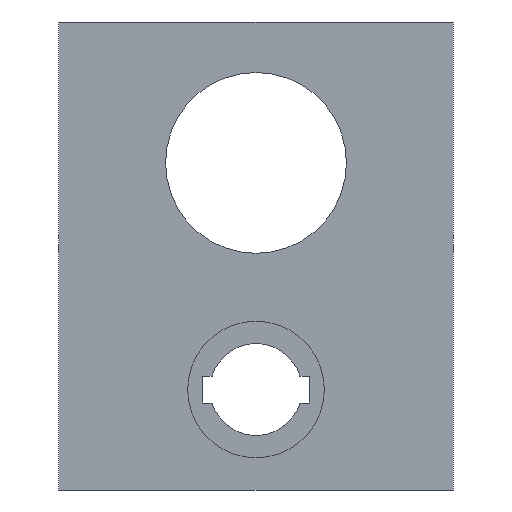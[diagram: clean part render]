
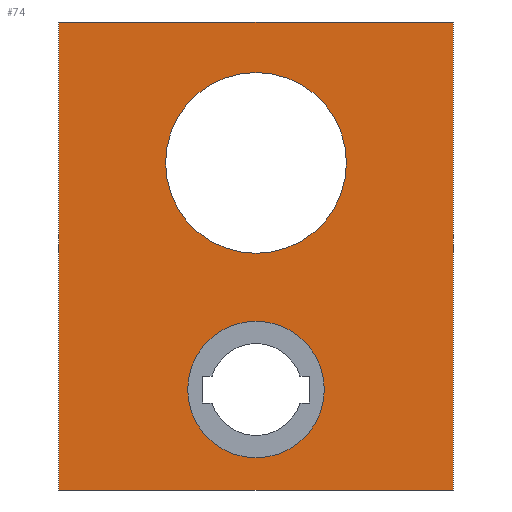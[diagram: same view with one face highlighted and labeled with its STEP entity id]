
A CAD part, front view. The second image highlights one B-rep face of the part: STEP entity #74.
In plain terms, the highlighted planar face has unit normal (0, -1, 0).
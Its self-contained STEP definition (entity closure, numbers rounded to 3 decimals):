
#40=FACE_BOUND('',#109,.T.);
#41=FACE_BOUND('',#110,.T.);
#42=FACE_BOUND('',#111,.T.);
#58=PLANE('',#358);
#74=ADVANCED_FACE('',(#40,#41,#42),#58,.T.);
#109=EDGE_LOOP('',(#243));
#110=EDGE_LOOP('',(#244,#245,#246,#247));
#111=EDGE_LOOP('',(#248));
#136=LINE('',#495,#168);
#140=LINE('',#504,#172);
#143=LINE('',#510,#175);
#146=LINE('',#521,#178);
#168=VECTOR('',#408,1.);
#172=VECTOR('',#414,1.);
#175=VECTOR('',#419,1.);
#178=VECTOR('',#430,1.);
#243=ORIENTED_EDGE('',*,*,#326,.T.);
#244=ORIENTED_EDGE('',*,*,#312,.F.);
#245=ORIENTED_EDGE('',*,*,#316,.F.);
#246=ORIENTED_EDGE('',*,*,#319,.F.);
#247=ORIENTED_EDGE('',*,*,#324,.F.);
#248=ORIENTED_EDGE('',*,*,#323,.F.);
#276=VERTEX_POINT('',#496);
#277=VERTEX_POINT('',#497);
#280=VERTEX_POINT('',#505);
#282=VERTEX_POINT('',#511);
#285=VERTEX_POINT('',#519);
#286=VERTEX_POINT('',#526);
#312=EDGE_CURVE('',#276,#277,#136,.T.);
#316=EDGE_CURVE('',#280,#276,#140,.T.);
#319=EDGE_CURVE('',#282,#280,#143,.T.);
#323=EDGE_CURVE('',#285,#285,#333,.T.);
#324=EDGE_CURVE('',#277,#282,#146,.T.);
#326=EDGE_CURVE('',#286,#286,#334,.T.);
#333=CIRCLE('',#353,73.8);
#334=CIRCLE('',#357,55.75);
#353=AXIS2_PLACEMENT_3D('',#518,#426,#427);
#357=AXIS2_PLACEMENT_3D('',#525,#436,#437);
#358=AXIS2_PLACEMENT_3D('',#527,#438,#439);
#408=DIRECTION('',(0.,0.,-1.));
#414=DIRECTION('',(1.,0.,0.));
#419=DIRECTION('',(0.,0.,1.));
#426=DIRECTION('',(0.,-1.,0.));
#427=DIRECTION('',(0.,0.,-1.));
#430=DIRECTION('',(-1.,0.,0.));
#436=DIRECTION('',(0.,1.,0.));
#437=DIRECTION('',(0.,0.,-1.));
#438=DIRECTION('',(0.,-1.,0.));
#439=DIRECTION('',(0.,0.,-1.));
#495=CARTESIAN_POINT('',(161.,-19.,-191.));
#496=CARTESIAN_POINT('',(161.,-19.,191.));
#497=CARTESIAN_POINT('',(161.,-19.,-191.));
#504=CARTESIAN_POINT('',(161.,-19.,191.));
#505=CARTESIAN_POINT('',(-161.,-19.,191.));
#510=CARTESIAN_POINT('',(-161.,-19.,191.));
#511=CARTESIAN_POINT('',(-161.,-19.,-191.));
#518=CARTESIAN_POINT('',(0.,-19.,76.));
#519=CARTESIAN_POINT('',(0.,-19.,2.2));
#521=CARTESIAN_POINT('',(-161.,-19.,-191.));
#525=CARTESIAN_POINT('',(0.,-19.,-109.));
#526=CARTESIAN_POINT('',(0.,-19.,-164.75));
#527=CARTESIAN_POINT('',(0.,-19.,76.));
